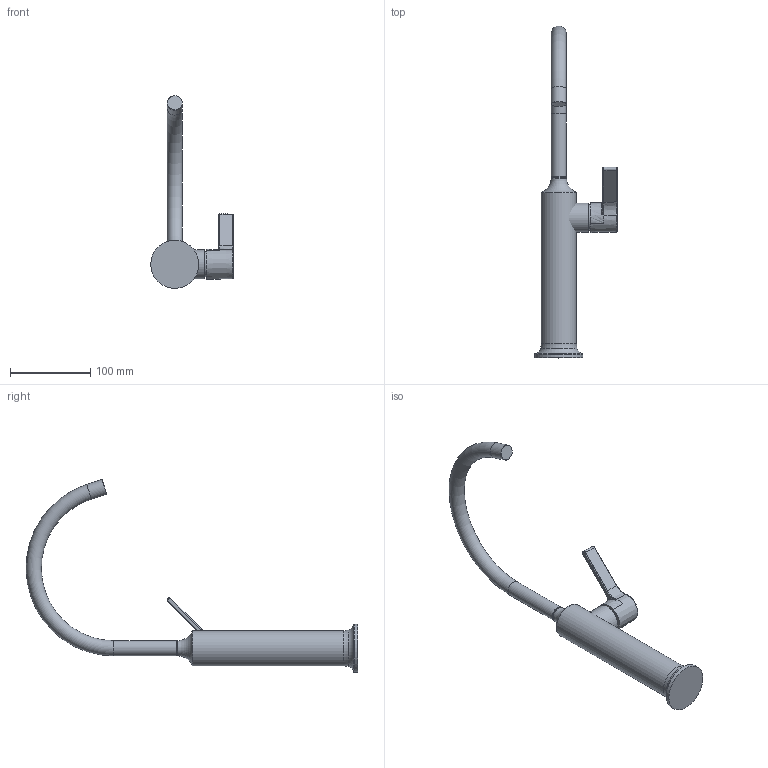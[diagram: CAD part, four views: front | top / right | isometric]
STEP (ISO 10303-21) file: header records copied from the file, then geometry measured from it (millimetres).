
FILE_DESCRIPTION (( 'STEP AP203' ), '1' );
FILE_NAME ('33534809-00.STEP', '2019-07-16T07:34:16', ( '' ), ( '' ), 'SwSTEP 2.0', 'SolidWorks 2017', '' );
FILE_SCHEMA (( 'CONFIG_CONTROL_DESIGN' ));
Length unit declared in the file: millimetre
Products named in the file (5): Planungsmodell_Haube-+-09.19.80.014.90-01; Planungsmodell_Auslauf-+-09.28.22.311.90-01_K2_D19x201; Planungsmodell_Koerper-+-09.19.80.010-01_K1_D60x225; 33534809-00; Planungsmodell_Hebel-+-09.20.80.020-01_K1
Assembly tree (4 placements, depth 2):
  33534809-00
    Planungsmodell_Koerper-+-09.19.80.010-01_K1_D60x225
    Planungsmodell_Hebel-+-09.20.80.020-01_K1
    Planungsmodell_Haube-+-09.19.80.014.90-01
    Planungsmodell_Auslauf-+-09.28.22.311.90-01_K2_D19x201
Bounding box: 102.86 x 413.67 x 240.26 mm (x, y, z)
Volume: 533828.6 mm3; surface area: 74405.8 mm2
Topology: 4 solids, 4 shells, 61 faces, 130 edges, 79 vertices
Faces by surface type: torus 15, plane 13, cylinder 13, bspline 11, cone 7, sphere 2
Full cylindrical faces by diameter (mm): 18.1 x1, 19 x3, 31.5 x1, 36.1 x1, 44.1 x1, 60 x1
Entity records: 3545 total; most frequent: CARTESIAN_POINT 1911, DIRECTION 232, ORIENTED_EDGE 206, AXIS2_PLACEMENT_3D 106, EDGE_CURVE 103, EDGE_LOOP 82, FACE_OUTER_BOUND 80, VERTEX_POINT 71
